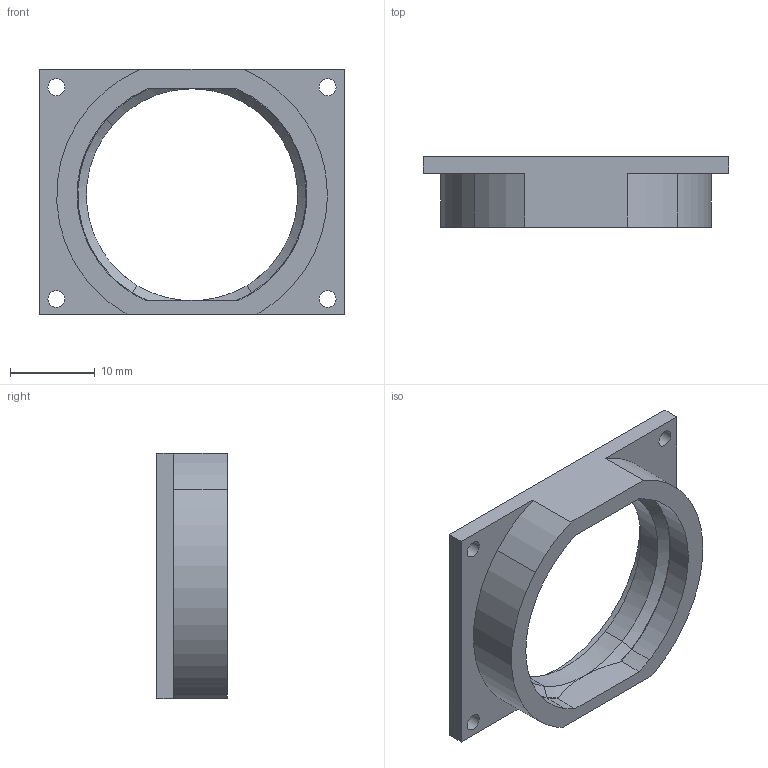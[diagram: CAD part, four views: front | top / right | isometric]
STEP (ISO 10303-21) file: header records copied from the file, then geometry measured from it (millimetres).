
FILE_DESCRIPTION(/* description */ (''),/* implementation_level */ '2;1');
FILE_NAME(/* name */ 'Sensor Backplate STEP.step',/* time_stamp */ '2026-01-08T14:28:45+02:00',/* author */ (''),/* organization */ (''),/* preprocessor_version */ 'ST-DEVELOPER v20.1',/* originating_system */ 'Autodesk Translation Framework v14.17.0.0',/* authorisation */ '');
FILE_SCHEMA (('AUTOMOTIVE_DESIGN { 1 0 10303 214 3 1 1 }'));
Length unit declared in the file: millimetre
Products named in the file (1): FusionComponent
Bounding box: 36 x 8.35 x 28.99 mm (x, y, z)
Volume: 2468 mm3; surface area: 2674.1 mm2
Topology: 1 solids, 1 shells, 40 faces, 105 edges, 68 vertices
Faces by surface type: cylinder 15, plane 13, bspline 8, cone 4
Full cylindrical faces by diameter (mm): 2 x4, 27.7 x1
Entity records: 1701 total; most frequent: CARTESIAN_POINT 690, ORIENTED_EDGE 210, DIRECTION 185, EDGE_CURVE 105, AXIS2_PLACEMENT_3D 69, VERTEX_POINT 68, EDGE_LOOP 51, LINE 47
